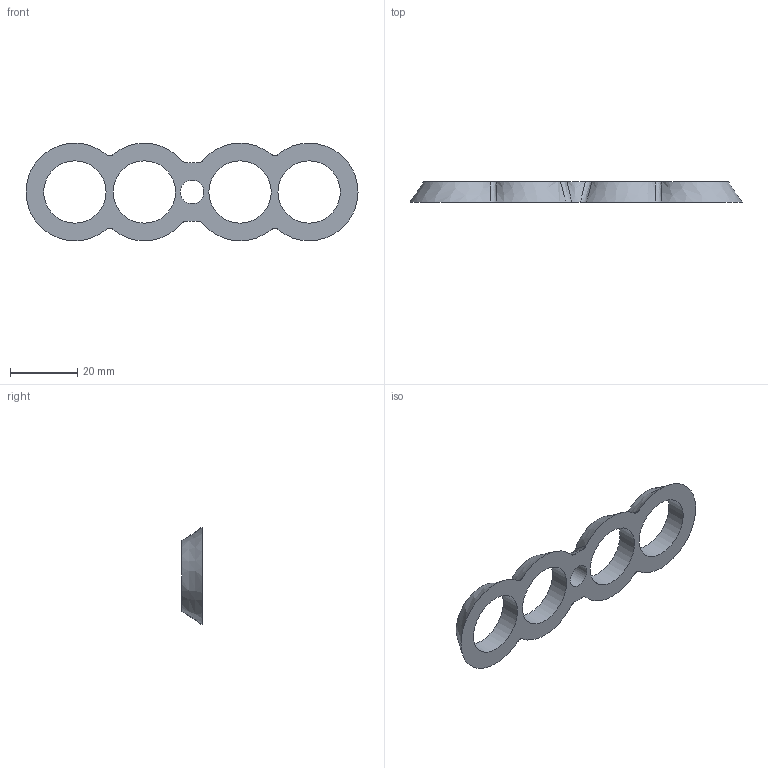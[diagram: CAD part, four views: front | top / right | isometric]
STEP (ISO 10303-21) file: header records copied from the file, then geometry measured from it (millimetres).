
FILE_DESCRIPTION(/* description */ (''),/* implementation_level */ '2;1');
FILE_NAME(/* name */ 'shield.step',/* time_stamp */ '2020-06-10T17:55:03+03:00',/* author */ (''),/* organization */ (''),/* preprocessor_version */ 'ST-DEVELOPER v18.1',/* originating_system */ 'Autodesk Translation Framework v9.3.0.1241',/* authorisation */ '');
FILE_SCHEMA (('AUTOMOTIVE_DESIGN { 1 0 10303 214 3 1 1 }'));
Length unit declared in the file: millimetre
Products named in the file (1): shield
Bounding box: 98.5 x 6 x 29 mm (x, y, z)
Volume: 4822.9 mm3; surface area: 4921.9 mm2
Topology: 1 solids, 1 shells, 23 faces, 63 edges, 42 vertices
Faces by surface type: bspline 16, cylinder 5, plane 2
Full cylindrical faces by diameter (mm): 7 x1, 18.5 x4
Entity records: 1469 total; most frequent: CARTESIAN_POINT 907, ORIENTED_EDGE 126, DIRECTION 73, EDGE_CURVE 63, VERTEX_POINT 42, AXIS2_PLACEMENT_3D 34, EDGE_LOOP 33, B_SPLINE_CURVE_WITH_KNOTS 32
